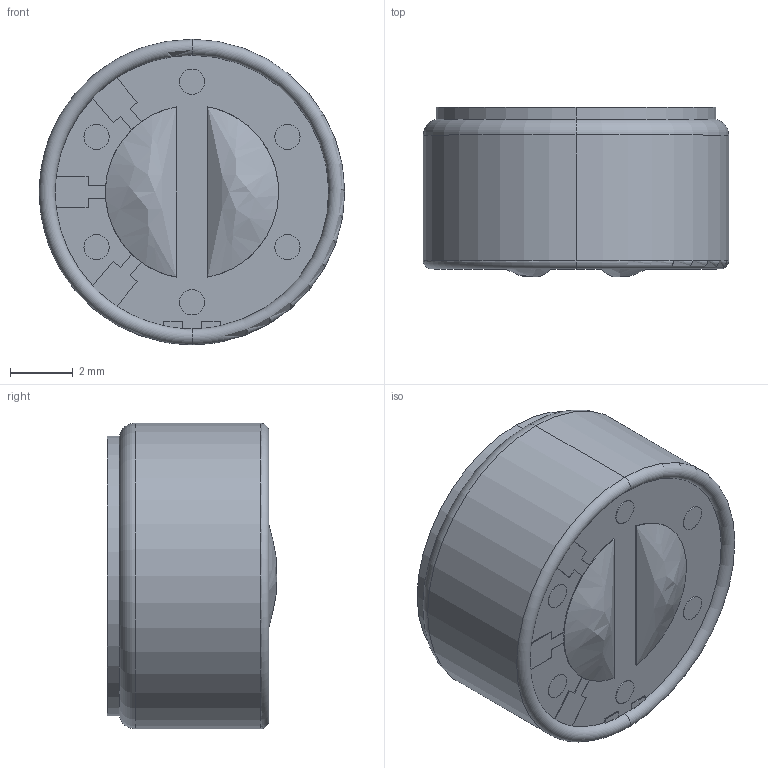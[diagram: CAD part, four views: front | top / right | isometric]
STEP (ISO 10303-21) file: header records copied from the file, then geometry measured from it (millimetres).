
FILE_DESCRIPTION (( 'STEP AP214' ), '1' );
FILE_NAME ('SW3dPS-Panasonic_WM55A103.STEP', '2009-06-10T13:46:12', ( 'SysAdmin' ), ( 'SolidWorks' ), 'SwSTEP 2.0', 'SolidWorks 2009', '' );
FILE_SCHEMA (( 'AUTOMOTIVE_DESIGN' ));
Length unit declared in the file: millimetre
Products named in the file (1): SW3dPS-Panasonic_WM55A103
Bounding box: 9.7 x 5.38 x 9.7 mm (x, y, z)
Volume: 361.5 mm3; surface area: 300.3 mm2
Topology: 1 solids, 1 shells, 70 faces, 167 edges, 106 vertices
Faces by surface type: plane 41, cylinder 23, torus 4, bspline 2
Entity records: 3011 total; most frequent: CARTESIAN_POINT 574, DIRECTION 362, ORIENTED_EDGE 334, EDGE_CURVE 167, AXIS2_PLACEMENT_3D 130, VERTEX_POINT 106, VECTOR 102, LINE 102
